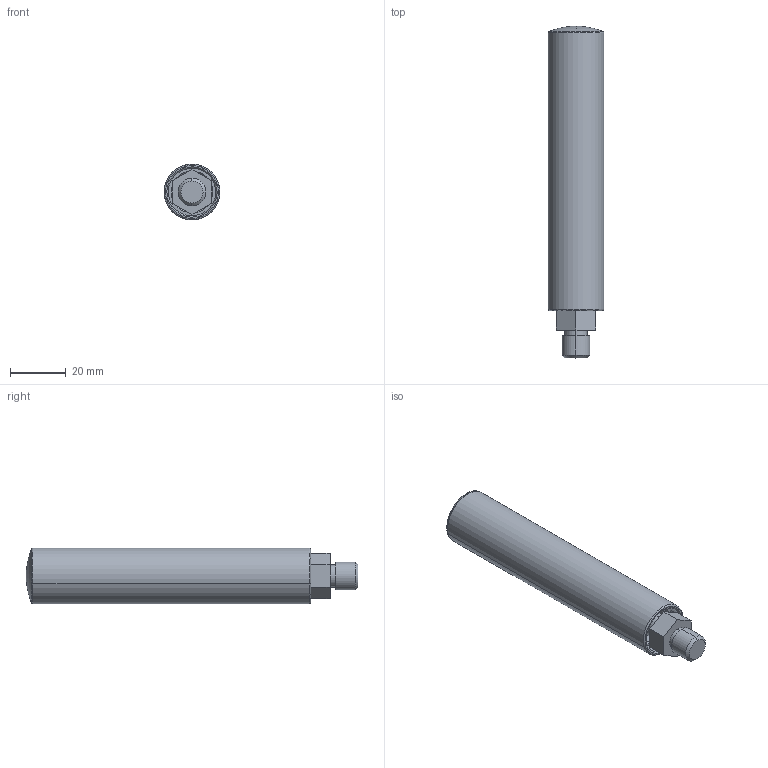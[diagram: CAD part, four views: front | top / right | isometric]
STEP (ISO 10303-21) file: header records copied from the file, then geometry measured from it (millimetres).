
FILE_DESCRIPTION (( 'STEP AP203' ), '1' );
FILE_NAME ('220113 STEP 3-400070-00_0607.STEP', '2022-01-13T10:53:47', ( '' ), ( '' ), 'SwSTEP 2.0', 'SolidWorks 2021', '' );
FILE_SCHEMA (( 'CONFIG_CONTROL_DESIGN' ));
Length unit declared in the file: inch
Products named in the file (1): 220113 STEP 3-400070-00_0607
Bounding box: 20 x 119 x 20 mm (x, y, z)
Surface area: 11478.2 mm2 (no closed solid volume)
Topology: 0 solids, 4 shells, 36 faces, 82 edges, 51 vertices
Faces by surface type: cylinder 12, plane 12, cone 6, torus 6
Entity records: 1078 total; most frequent: DIRECTION 198, CARTESIAN_POINT 168, ORIENTED_EDGE 144, AXIS2_PLACEMENT_3D 81, EDGE_CURVE 80, VERTEX_POINT 51, CIRCLE 44, EDGE_LOOP 41
